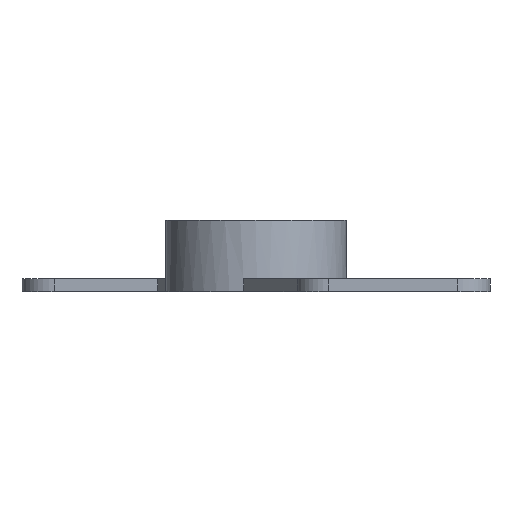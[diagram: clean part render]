
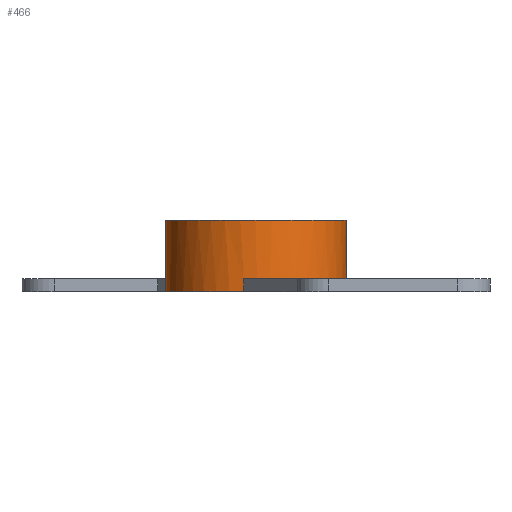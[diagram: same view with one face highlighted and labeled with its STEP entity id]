
A CAD part, front view. The second image highlights one B-rep face of the part: STEP entity #466.
In plain terms, the highlighted cylindrical face has radius 14 mm (diameter 28 mm), a full revolution.
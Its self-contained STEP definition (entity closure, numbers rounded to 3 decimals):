
#29=CYLINDRICAL_SURFACE('',#530,14.);
#43=LINE('',#744,#80);
#53=LINE('',#767,#90);
#54=LINE('',#770,#91);
#64=LINE('',#793,#101);
#66=LINE('',#806,#103);
#80=VECTOR('',#603,10.);
#90=VECTOR('',#627,10.);
#91=VECTOR('',#630,10.);
#101=VECTOR('',#654,10.);
#103=VECTOR('',#672,14.);
#137=FACE_OUTER_BOUND('',#171,.T.);
#171=EDGE_LOOP('',(#417,#418,#419,#420,#421,#422,#423,#424,#425,#426,#427,
#428));
#176=CIRCLE('',#487,14.);
#181=CIRCLE('',#493,14.);
#195=CIRCLE('',#525,14.);
#196=CIRCLE('',#526,14.);
#197=CIRCLE('',#527,14.);
#199=CIRCLE('',#531,14.);
#202=VERTEX_POINT('',#685);
#203=VERTEX_POINT('',#686);
#211=VERTEX_POINT('',#704);
#212=VERTEX_POINT('',#705);
#225=VERTEX_POINT('',#743);
#231=VERTEX_POINT('',#765);
#232=VERTEX_POINT('',#769);
#238=VERTEX_POINT('',#791);
#239=VERTEX_POINT('',#795);
#241=VERTEX_POINT('',#804);
#244=EDGE_CURVE('',#202,#203,#176,.T.);
#253=EDGE_CURVE('',#211,#212,#181,.T.);
#272=EDGE_CURVE('',#211,#225,#43,.T.);
#284=EDGE_CURVE('',#212,#231,#53,.T.);
#285=EDGE_CURVE('',#202,#232,#54,.T.);
#297=EDGE_CURVE('',#203,#238,#64,.T.);
#298=EDGE_CURVE('',#225,#239,#195,.T.);
#299=EDGE_CURVE('',#239,#238,#196,.T.);
#300=EDGE_CURVE('',#232,#231,#197,.T.);
#303=EDGE_CURVE('',#241,#241,#199,.T.);
#304=EDGE_CURVE('',#241,#239,#66,.T.);
#417=ORIENTED_EDGE('',*,*,#303,.F.);
#418=ORIENTED_EDGE('',*,*,#304,.T.);
#419=ORIENTED_EDGE('',*,*,#298,.F.);
#420=ORIENTED_EDGE('',*,*,#272,.F.);
#421=ORIENTED_EDGE('',*,*,#253,.T.);
#422=ORIENTED_EDGE('',*,*,#284,.T.);
#423=ORIENTED_EDGE('',*,*,#300,.F.);
#424=ORIENTED_EDGE('',*,*,#285,.F.);
#425=ORIENTED_EDGE('',*,*,#244,.T.);
#426=ORIENTED_EDGE('',*,*,#297,.T.);
#427=ORIENTED_EDGE('',*,*,#299,.F.);
#428=ORIENTED_EDGE('',*,*,#304,.F.);
#466=ADVANCED_FACE('',(#137),#29,.T.);
#487=AXIS2_PLACEMENT_3D('',#687,#546,#547);
#493=AXIS2_PLACEMENT_3D('',#706,#562,#563);
#525=AXIS2_PLACEMENT_3D('',#796,#657,#658);
#526=AXIS2_PLACEMENT_3D('',#797,#659,#660);
#527=AXIS2_PLACEMENT_3D('',#798,#661,#662);
#530=AXIS2_PLACEMENT_3D('',#803,#668,#669);
#531=AXIS2_PLACEMENT_3D('',#805,#670,#671);
#546=DIRECTION('center_axis',(0.,0.,1.));
#547=DIRECTION('ref_axis',(1.,0.,0.));
#562=DIRECTION('center_axis',(0.,0.,1.));
#563=DIRECTION('ref_axis',(1.,0.,0.));
#603=DIRECTION('',(0.,0.,-1.));
#627=DIRECTION('',(0.,0.,-1.));
#630=DIRECTION('',(0.,0.,-1.));
#654=DIRECTION('',(0.,0.,-1.));
#657=DIRECTION('center_axis',(0.,0.,-1.));
#658=DIRECTION('ref_axis',(1.,0.,0.));
#659=DIRECTION('center_axis',(0.,0.,-1.));
#660=DIRECTION('ref_axis',(1.,0.,0.));
#661=DIRECTION('center_axis',(0.,0.,-1.));
#662=DIRECTION('ref_axis',(1.,0.,0.));
#668=DIRECTION('center_axis',(0.,0.,1.));
#669=DIRECTION('ref_axis',(1.,0.,0.));
#670=DIRECTION('center_axis',(0.,0.,1.));
#671=DIRECTION('ref_axis',(1.,0.,0.));
#672=DIRECTION('',(0.,0.,-1.));
#685=CARTESIAN_POINT('',(43.178,-34.852,0.));
#686=CARTESIAN_POINT('',(33.434,-37.102,0.));
#687=CARTESIAN_POINT('Origin',(41.248,-48.719,0.));
#704=CARTESIAN_POINT('',(39.317,-62.585,0.));
#705=CARTESIAN_POINT('',(49.061,-60.335,0.));
#706=CARTESIAN_POINT('Origin',(41.248,-48.719,0.));
#743=CARTESIAN_POINT('',(39.317,-62.585,-2.));
#744=CARTESIAN_POINT('',(39.317,-62.585,0.));
#765=CARTESIAN_POINT('',(49.061,-60.335,-2.));
#767=CARTESIAN_POINT('',(49.061,-60.335,0.));
#769=CARTESIAN_POINT('',(43.178,-34.852,-2.));
#770=CARTESIAN_POINT('',(43.178,-34.852,0.));
#791=CARTESIAN_POINT('',(33.434,-37.102,-2.));
#793=CARTESIAN_POINT('',(33.434,-37.102,0.));
#795=CARTESIAN_POINT('',(27.248,-48.719,-2.));
#796=CARTESIAN_POINT('Origin',(41.248,-48.719,-2.));
#797=CARTESIAN_POINT('Origin',(41.248,-48.719,-2.));
#798=CARTESIAN_POINT('Origin',(41.248,-48.719,-2.));
#803=CARTESIAN_POINT('Origin',(41.248,-48.719,0.));
#804=CARTESIAN_POINT('',(27.248,-48.719,9.));
#805=CARTESIAN_POINT('Origin',(41.248,-48.719,9.));
#806=CARTESIAN_POINT('',(27.248,-48.719,0.));
